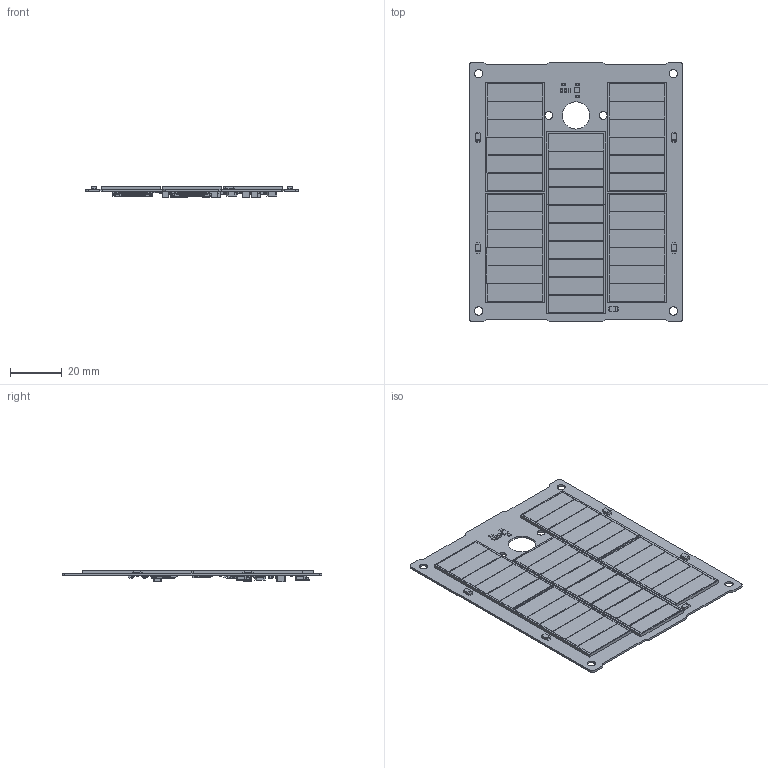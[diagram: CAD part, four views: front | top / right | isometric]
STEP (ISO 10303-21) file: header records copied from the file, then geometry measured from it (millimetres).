
FILE_DESCRIPTION(('KiCad electronic assembly'),'2;1');
FILE_NAME('Avionics-SolarPanels.step','2025-04-11T21:13:21',('Pcbnew'),( 'Kicad'),'Open CASCADE STEP processor 7.8','KiCad to STEP converter' ,'Unknown');
FILE_SCHEMA(('AUTOMOTIVE_DESIGN { 1 0 10303 214 1 1 1 1 }'));
Length unit declared in the file: millimetre
Products named in the file (46): Avionics-SolarPanels 1; R_0603_1608Metric; SM141K06TF; SM141K06TF v1; Fuse_0603_1608Metric; SM141K10TF; SM141K10TF v2; D_PowerDI-123; D_PowerDI_123; OPT4003DNPRQ1; DNP6; C_0603_1608Metric; SOT-363_SC-70-6; SOT_363_SC_70_6; D_SOD-123F; D_SOD_123F; TSOT-23-6; TSOT_23_6; LPS4018-103MRC; C_1210_3225Metric; C_0805_2012Metric; SOT-666; SOT_666; SIRA99DP-T1-GE3; SI7489DP-T1-GE3; QFN-20-1EP_3x4mm_P0.5mm_EP1.65x2.65mm; QFN-20-1EP_3x4mm_Pitch0.5mm; LED_0603_1608Metric; DRV8235; RTE0016C_ASM; 2005280100; 2005280100_1; R_2512_6332Metric; MSOP-10_3x3mm_P0.5mm; MSOP_10_3x3mm_P05mm; SOT-23; SOT_23; Avionics-SolarPanels_PCB
Assembly tree (224 placements, depth 3):
  Avionics-SolarPanels 1
    R_0603_1608Metric  x99
      R_0603_1608Metric
    SM141K06TF  x5
      SM141K06TF v1
    Fuse_0603_1608Metric  x10
      Fuse_0603_1608Metric
    SM141K10TF
      SM141K10TF v2
    D_PowerDI-123  x5
      D_PowerDI_123
    OPT4003DNPRQ1
      DNP6
    C_0603_1608Metric  x25
      C_0603_1608Metric
    SOT-363_SC-70-6  x12
      SOT_363_SC_70_6
    D_SOD-123F  x3
      D_SOD_123F
    TSOT-23-6  x3
      TSOT_23_6
    LPS4018-103MRC  x3
      LPS4018-103MRC
    C_1210_3225Metric  x10
      C_1210_3225Metric
    C_0805_2012Metric  x9
      C_0805_2012Metric
    SOT-666
      SOT_666
    SIRA99DP-T1-GE3  x4
      SI7489DP-T1-GE3
    QFN-20-1EP_3x4mm_P0.5mm_EP1.65x2.65mm  x3
      QFN-20-1EP_3x4mm_Pitch0.5mm
    LED_0603_1608Metric
      LED_0603_1608Metric
    DRV8235
      RTE0016C_ASM
    2005280100  x2
      2005280100_1
    R_2512_6332Metric
      R_2512_6332Metric
    MSOP-10_3x3mm_P0.5mm
      MSOP_10_3x3mm_P05mm
    SOT-23
      SOT_23
    Avionics-SolarPanels_PCB
Bounding box: 82 x 100 x 4.6 mm (x, y, z)
Volume: 14218.5 mm3; surface area: 33509.7 mm2
Topology: 255 solids, 255 shells, 10077 faces, 26632 edges, 17298 vertices
Faces by surface type: plane 7364, cylinder 2108, bspline 605
Full cylindrical faces by diameter (mm): 0.5 x4, 3 x14, 3.2 x4, 10.5 x1
Entity records: 88022 total; most frequent: CARTESIAN_POINT 14853, ORIENTED_EDGE 13556, DIRECTION 12516, EDGE_CURVE 6778, LINE 5978, VECTOR 5978, VERTEX_POINT 4396, AXIS2_PLACEMENT_3D 3269
